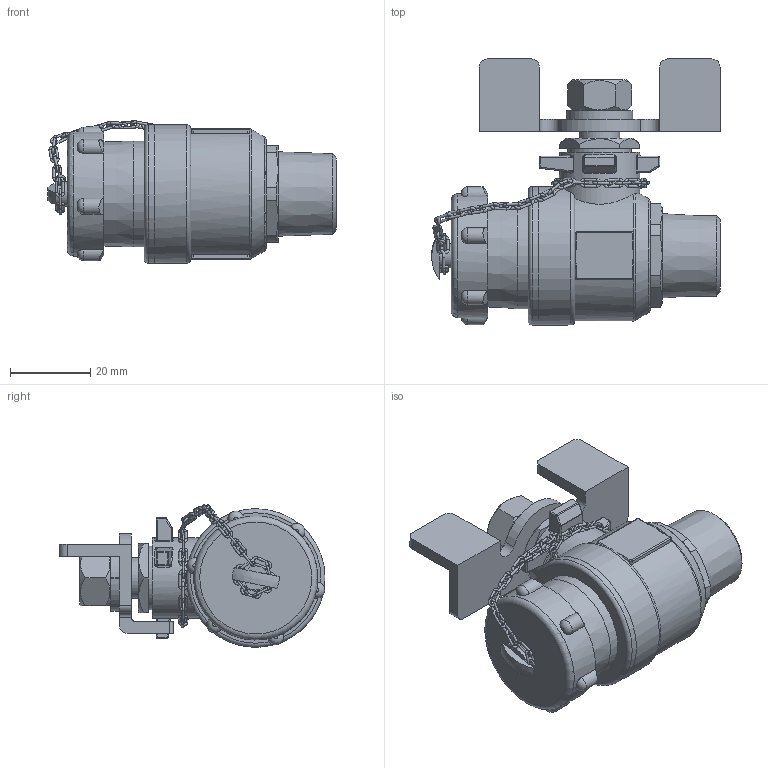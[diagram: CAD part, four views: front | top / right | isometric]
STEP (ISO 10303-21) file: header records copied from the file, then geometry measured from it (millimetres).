
FILE_DESCRIPTION(/* description */ ('Unknown'),/* implementation_level */ '2;1');
FILE_NAME(/* name */ 'R628-2U-DN15_1',/* time_stamp */ '2024-05-14T17:51:12+08:00',/* author */ ('Unknown'),/* organization */ ('Unknown'),/* preprocessor_version */ 'ST-DEVELOPER v16.7',/* originating_system */ 'DEX',/* authorisation */ $);
FILE_SCHEMA (('AUTOMOTIVE_DESIGN {1 0 10303 214 3 1 1}'));
Length unit declared in the file: millimetre
Products named in the file (2): R628-2U-DN15_1; V-2AV DN15外牙+DN20
Assembly tree (1 placements, depth 2):
  R628-2U-DN15_1
    V-2AV DN15外牙+DN20
Bounding box: 71.95 x 66.25 x 35.5 mm (x, y, z)
Volume: 41390.5 mm3; surface area: 23152.8 mm2
Topology: 56 solids, 56 shells, 520 faces, 1161 edges, 650 vertices
Faces by surface type: cylinder 210, torus 123, plane 120, bspline 26, sphere 21, cone 20
Full cylindrical faces by diameter (mm): 0.6 x96, 6 x1, 8.2 x1, 10 x1, 10.5 x1, 15 x1, 15.8 x1, 20 x2, 24.1 x1, 26.4 x2, 30.9 x1, 34.5 x2
Entity records: 14294 total; most frequent: CARTESIAN_POINT 3378, DIRECTION 2260, ORIENTED_EDGE 1820, AXIS2_PLACEMENT_3D 982, EDGE_CURVE 910, EDGE_LOOP 760, FACE_BOUND 760, VERTEX_POINT 636
